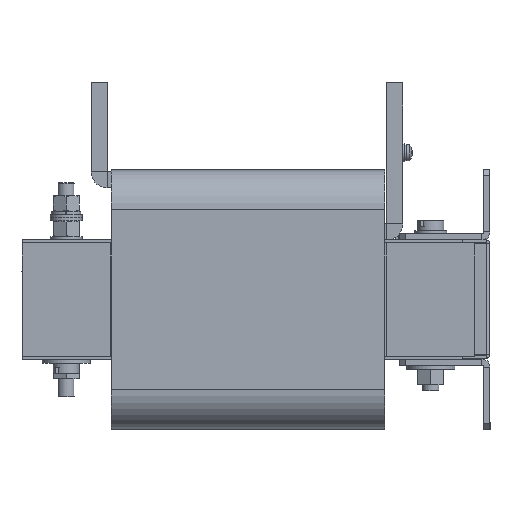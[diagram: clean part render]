
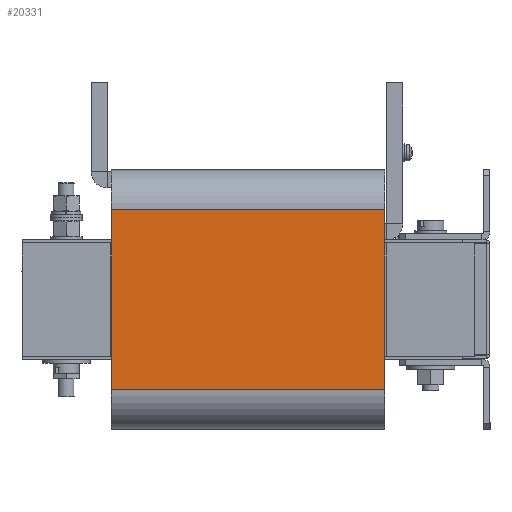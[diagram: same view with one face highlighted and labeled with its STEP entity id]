
A CAD part, left-side view. The second image highlights one B-rep face of the part: STEP entity #20331.
In plain terms, the highlighted planar face has unit normal (-1, 0, 0).
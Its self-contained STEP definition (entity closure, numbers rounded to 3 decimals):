
#75 = LINE ( 'NONE', #8506, #5230 ) ;
#1080 = DIRECTION ( 'NONE',  ( 1., 0., 0. ) ) ;
#1255 = LINE ( 'NONE', #20247, #21717 ) ;
#1319 = AXIS2_PLACEMENT_3D ( 'NONE', #25545, #1080, #15318 ) ;
#1371 = VERTEX_POINT ( 'NONE', #20366 ) ;
#2917 = VERTEX_POINT ( 'NONE', #20914 ) ;
#4392 = VERTEX_POINT ( 'NONE', #6557 ) ;
#5230 = VECTOR ( 'NONE', #10772, 1000. ) ;
#6557 = CARTESIAN_POINT ( 'NONE',  ( -43., 136.8, -44.75 ) ) ;
#6726 = LINE ( 'NONE', #18834, #7349 ) ;
#7349 = VECTOR ( 'NONE', #16557, 1000. ) ;
#7621 = ORIENTED_EDGE ( 'NONE', *, *, #24653, .T. ) ;
#8055 = DIRECTION ( 'NONE',  ( 0., 1., 0. ) ) ;
#8343 = LINE ( 'NONE', #18833, #17173 ) ;
#8506 = CARTESIAN_POINT ( 'NONE',  ( -43., 136.8, 64.75 ) ) ;
#8838 = VERTEX_POINT ( 'NONE', #25881 ) ;
#10472 = EDGE_CURVE ( 'NONE', #1371, #8838, #6726, .T. ) ;
#10772 = DIRECTION ( 'NONE',  ( 0., 0., 1. ) ) ;
#11099 = EDGE_CURVE ( 'NONE', #4392, #2917, #75, .T. ) ;
#12589 = ORIENTED_EDGE ( 'NONE', *, *, #16965, .T. ) ;
#13287 = PLANE ( 'NONE',  #1319 ) ;
#14794 = DIRECTION ( 'NONE',  ( 0., -1., 0. ) ) ;
#15318 = DIRECTION ( 'NONE',  ( 0., 0., -1. ) ) ;
#16359 = ORIENTED_EDGE ( 'NONE', *, *, #11099, .F. ) ;
#16557 = DIRECTION ( 'NONE',  ( 0., 0., 1. ) ) ;
#16831 = ORIENTED_EDGE ( 'NONE', *, *, #10472, .T. ) ;
#16965 = EDGE_CURVE ( 'NONE', #4392, #1371, #8343, .T. ) ;
#17173 = VECTOR ( 'NONE', #14794, 1000. ) ;
#17370 = EDGE_LOOP ( 'NONE', ( #16359, #12589, #16831, #7621 ) ) ;
#18051 = FACE_OUTER_BOUND ( 'NONE', #17370, .T. ) ;
#18833 = CARTESIAN_POINT ( 'NONE',  ( -43., 136.8, -44.75 ) ) ;
#18834 = CARTESIAN_POINT ( 'NONE',  ( -43., 0., 64.75 ) ) ;
#20247 = CARTESIAN_POINT ( 'NONE',  ( -43., 136.8, 44.75 ) ) ;
#20331 = ADVANCED_FACE ( 'NONE', ( #18051 ), #13287, .F. ) ;
#20366 = CARTESIAN_POINT ( 'NONE',  ( -43., 0., -44.75 ) ) ;
#20914 = CARTESIAN_POINT ( 'NONE',  ( -43., 136.8, 44.75 ) ) ;
#21717 = VECTOR ( 'NONE', #8055, 1000. ) ;
#24653 = EDGE_CURVE ( 'NONE', #8838, #2917, #1255, .T. ) ;
#25545 = CARTESIAN_POINT ( 'NONE',  ( -43., 136.8, 64.75 ) ) ;
#25881 = CARTESIAN_POINT ( 'NONE',  ( -43., 0., 44.75 ) ) ;
